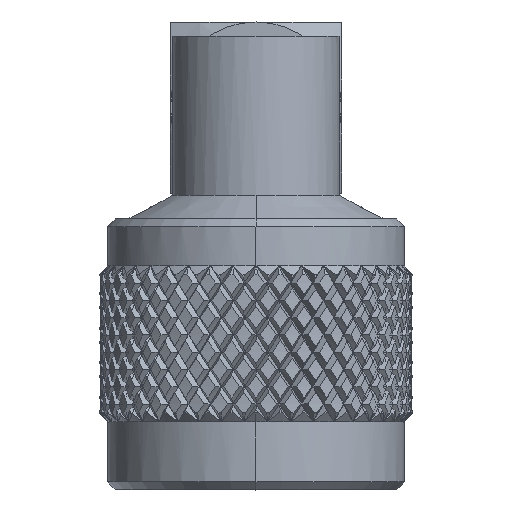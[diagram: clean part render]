
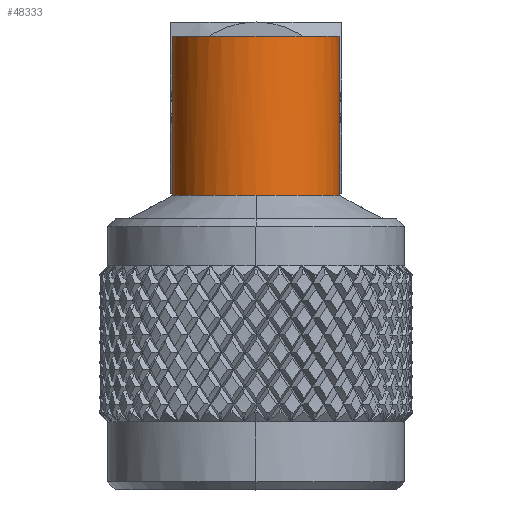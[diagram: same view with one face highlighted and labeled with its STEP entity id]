
A CAD part, top view. The second image highlights one B-rep face of the part: STEP entity #48333.
In plain terms, the highlighted cylindrical face has radius 5.395 mm (diameter 10.79 mm), a partial arc.
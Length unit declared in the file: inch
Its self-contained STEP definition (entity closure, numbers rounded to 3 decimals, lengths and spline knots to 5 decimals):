
#463 = CARTESIAN_POINT ( 'NONE',  ( 0.05962, 0., -0.21241 ) ) ;
#3972 = CARTESIAN_POINT ( 'NONE',  ( 0.46208, 0.13037, 0.16769 ) ) ;
#8942 = DIRECTION ( 'NONE',  ( -1., 0., 0. ) ) ;
#12111 = CARTESIAN_POINT ( 'NONE',  ( 0.46208, -0.13037, 0.16769 ) ) ;
#12787 = VERTEX_POINT ( 'NONE', #3972 ) ;
#20927 = CIRCLE ( 'NONE', #56771, 0.21241 ) ;
#21429 = DIRECTION ( 'NONE',  ( 1., 0., 0. ) ) ;
#24998 = VERTEX_POINT ( 'NONE', #12111 ) ;
#34576 = CARTESIAN_POINT ( 'NONE',  ( 0.05962, -0.13037, 0.16769 ) ) ;
#37840 = VERTEX_POINT ( 'NONE', #139310 ) ;
#48333 = ADVANCED_FACE ( 'NONE', ( #141529 ), #122299, .T. ) ;
#48833 = EDGE_LOOP ( 'NONE', ( #162129, #136956, #96779, #165268, #74799 ) ) ;
#50361 = DIRECTION ( 'NONE',  ( -1., 0., 0. ) ) ;
#51798 = CARTESIAN_POINT ( 'NONE',  ( 0.05962, 0., 0. ) ) ;
#51971 = EDGE_CURVE ( 'NONE', #114086, #91874, #70938, .T. ) ;
#56771 = AXIS2_PLACEMENT_3D ( 'NONE', #51798, #90483, #159351 ) ;
#68509 = DIRECTION ( 'NONE',  ( 0., 0., 1. ) ) ;
#70938 = CIRCLE ( 'NONE', #81272, 0.21241 ) ;
#74799 = ORIENTED_EDGE ( 'NONE', *, *, #169964, .T. ) ;
#75522 = DIRECTION ( 'NONE',  ( 0., 0., 1. ) ) ;
#81272 = AXIS2_PLACEMENT_3D ( 'NONE', #90402, #8942, #75522 ) ;
#88193 = DIRECTION ( 'NONE',  ( 1., 0., 0. ) ) ;
#90402 = CARTESIAN_POINT ( 'NONE',  ( 0.05962, 0., 0. ) ) ;
#90483 = DIRECTION ( 'NONE',  ( -1., 0., 0. ) ) ;
#90856 = CARTESIAN_POINT ( 'NONE',  ( -5.70743, 0., 0. ) ) ;
#91874 = VERTEX_POINT ( 'NONE', #463 ) ;
#96779 = ORIENTED_EDGE ( 'NONE', *, *, #130430, .F. ) ;
#102106 = AXIS2_PLACEMENT_3D ( 'NONE', #90856, #50361, #145442 ) ;
#103905 = EDGE_CURVE ( 'NONE', #37840, #24998, #170636, .T. ) ;
#110629 = EDGE_CURVE ( 'NONE', #12787, #24998, #147631, .T. ) ;
#114086 = VERTEX_POINT ( 'NONE', #139344 ) ;
#117249 = CARTESIAN_POINT ( 'NONE',  ( 0.05962, 0.13037, 0.16769 ) ) ;
#122067 = VECTOR ( 'NONE', #21429, 39.37008 ) ;
#122299 = CYLINDRICAL_SURFACE ( 'NONE', #102106, 0.21241 ) ;
#122654 = CARTESIAN_POINT ( 'NONE',  ( 0.46208, 0., 0. ) ) ;
#130430 = EDGE_CURVE ( 'NONE', #91874, #37840, #20927, .T. ) ;
#136956 = ORIENTED_EDGE ( 'NONE', *, *, #103905, .F. ) ;
#138800 = VECTOR ( 'NONE', #88193, 39.37008 ) ;
#139310 = CARTESIAN_POINT ( 'NONE',  ( 0.05962, -0.13037, 0.16769 ) ) ;
#139344 = CARTESIAN_POINT ( 'NONE',  ( 0.05962, 0.13037, 0.16769 ) ) ;
#141529 = FACE_OUTER_BOUND ( 'NONE', #48833, .T. ) ;
#145442 = DIRECTION ( 'NONE',  ( 0., 0., 1. ) ) ;
#147631 = CIRCLE ( 'NONE', #153636, 0.21241 ) ;
#151080 = DIRECTION ( 'NONE',  ( -1., 0., 0. ) ) ;
#153636 = AXIS2_PLACEMENT_3D ( 'NONE', #122654, #151080, #68509 ) ;
#158159 = LINE ( 'NONE', #117249, #122067 ) ;
#159351 = DIRECTION ( 'NONE',  ( 0., 0., 1. ) ) ;
#162129 = ORIENTED_EDGE ( 'NONE', *, *, #110629, .T. ) ;
#165268 = ORIENTED_EDGE ( 'NONE', *, *, #51971, .F. ) ;
#169964 = EDGE_CURVE ( 'NONE', #114086, #12787, #158159, .T. ) ;
#170636 = LINE ( 'NONE', #34576, #138800 ) ;
